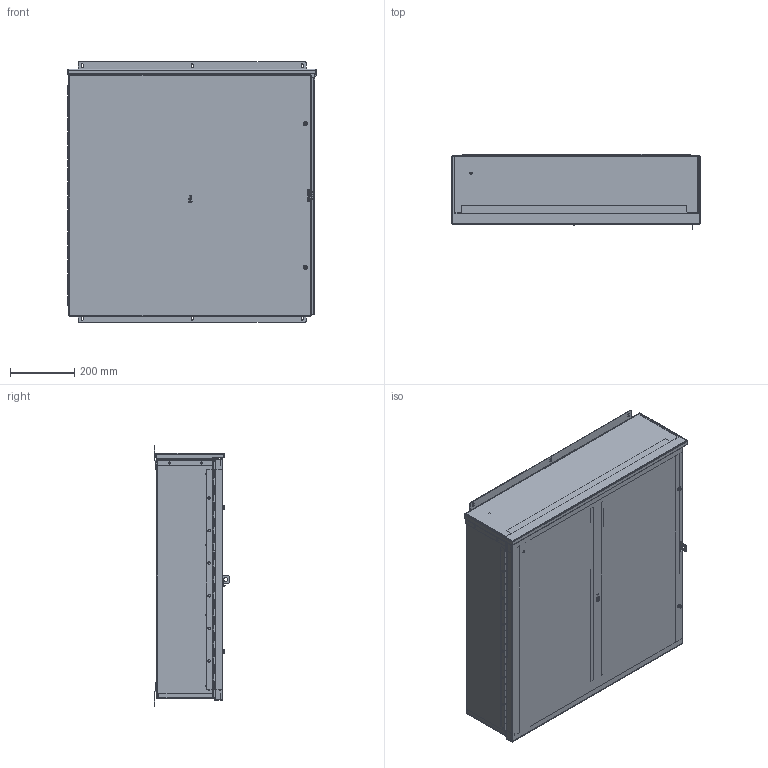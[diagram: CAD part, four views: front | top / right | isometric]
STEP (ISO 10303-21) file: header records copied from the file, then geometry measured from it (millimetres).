
FILE_DESCRIPTION (( 'STEP AP203' ), '1' );
FILE_NAME ('C3R30308HCR_Default.step', '2019-11-12T22:55:28', ( '' ), ( '' ), 'SwSTEP 2.0', 'SolidWorks 2019', '' );
FILE_SCHEMA (( 'CONFIG_CONTROL_DESIGN' ));
Length unit declared in the file: inch
Products named in the file (1): C3R30308HCR_Default
Bounding box: 776.52 x 235.2 x 812.8 mm (x, y, z)
Volume: 4413149.6 mm3; surface area: 4722880.5 mm2
Topology: 35 solids, 35 shells, 1010 faces, 2624 edges, 1716 vertices
Faces by surface type: plane 549, cylinder 407, bspline 38, cone 16
Entity records: 31695 total; most frequent: CARTESIAN_POINT 6191, DIRECTION 5342, ORIENTED_EDGE 5248, EDGE_CURVE 2624, AXIS2_PLACEMENT_3D 1827, VERTEX_POINT 1716, VECTOR 1688, LINE 1688
